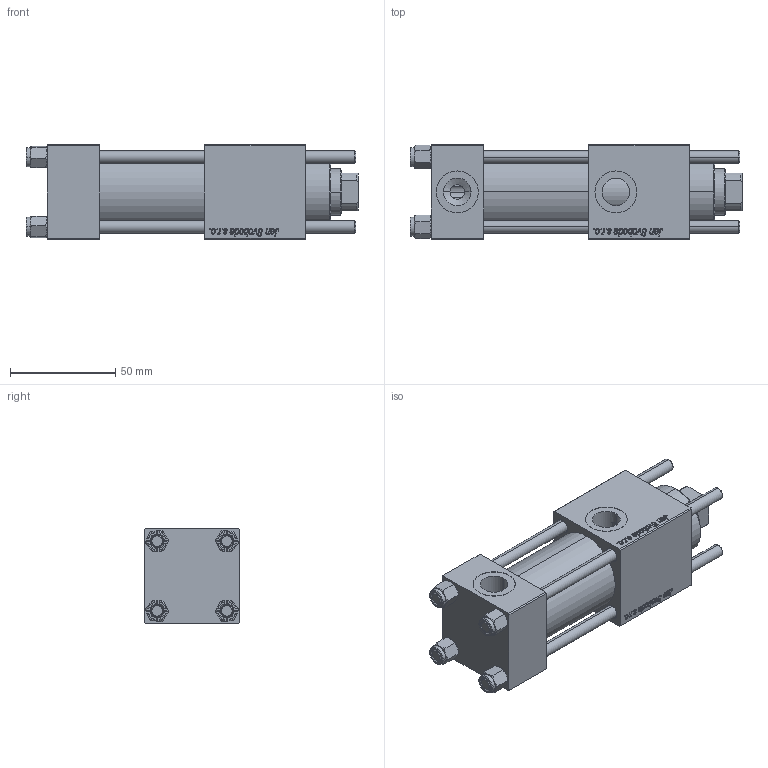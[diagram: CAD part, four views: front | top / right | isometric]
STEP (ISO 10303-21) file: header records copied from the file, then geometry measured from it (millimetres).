
FILE_DESCRIPTION (( 'STEP AP203' ), '1' );
FILE_NAME ('64dd.STEP', '2023-08-23T14:28:26', ( '' ), ( '' ), 'SwSTEP 2.0', 'SolidWorks 2019', '' );
FILE_SCHEMA (( 'CONFIG_CONTROL_DESIGN' ));
Length unit declared in the file: millimetre
Products named in the file (6): V215CR_VCP_B a7d3db8099b79e7ec0b9e9b525fcd177; V215CR_B-1 a7d3db8099b79e7ec0b9e9b525fcd177; 64dd; V215_VC_A a7d3db8099b79e7ec0b9e9b525fcd177; V215CR_B_TYCINKA a7d3db8099b79e7ec0b9e9b525fcd177; NUT_M5_B a7d3db8099b79e7ec0b9e9b525fcd177
Assembly tree (11 placements, depth 2):
  64dd
    V215CR_B-1 a7d3db8099b79e7ec0b9e9b525fcd177
    V215CR_VCP_B a7d3db8099b79e7ec0b9e9b525fcd177
    NUT_M5_B a7d3db8099b79e7ec0b9e9b525fcd177  x4
    V215CR_B_TYCINKA a7d3db8099b79e7ec0b9e9b525fcd177  x4
    V215_VC_A a7d3db8099b79e7ec0b9e9b525fcd177
Bounding box: 158 x 45 x 45 mm (x, y, z)
Volume: 214334.5 mm3; surface area: 76789.1 mm2
Topology: 11 solids, 11 shells, 1157 faces, 2939 edges, 1907 vertices
Faces by surface type: bspline 504, plane 431, cone 136, cylinder 78, torus 8
Entity records: 56865 total; most frequent: CARTESIAN_POINT 34088, ORIENTED_EDGE 5370, DIRECTION 2917, EDGE_CURVE 2685, VERTEX_POINT 1763, VECTOR 1445, LINE 1445, EDGE_LOOP 1160
